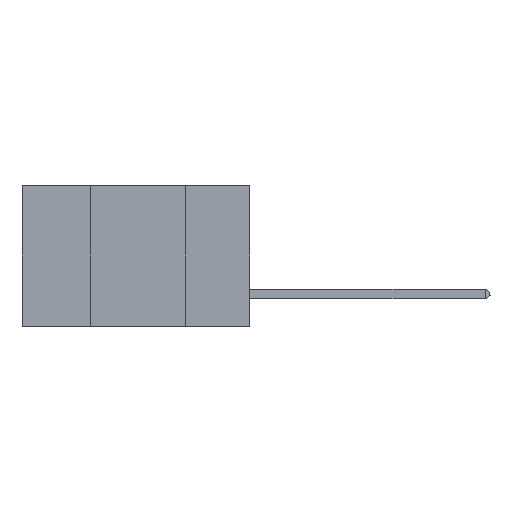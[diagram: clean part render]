
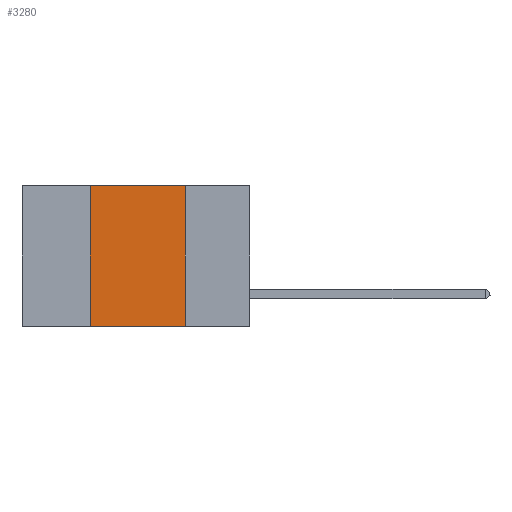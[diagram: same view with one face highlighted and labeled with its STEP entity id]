
A CAD part, left-side view. The second image highlights one B-rep face of the part: STEP entity #3280.
In plain terms, the highlighted planar face has unit normal (-1, 0, 0).
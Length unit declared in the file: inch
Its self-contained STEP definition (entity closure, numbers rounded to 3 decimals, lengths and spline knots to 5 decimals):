
#405 = CARTESIAN_POINT ( 'NONE',  ( 0., 0.42, -0.37 ) ) ;
#1059 = EDGE_CURVE ( 'NONE', #7622, #16235, #13146, .T. ) ;
#1876 = EDGE_CURVE ( 'NONE', #10460, #16235, #19807, .T. ) ;
#3280 = ADVANCED_FACE ( 'NONE', ( #3347 ), #15737, .F. ) ;
#3347 = FACE_OUTER_BOUND ( 'NONE', #18314, .T. ) ;
#3394 = DIRECTION ( 'NONE',  ( 0., 0., -1. ) ) ;
#3609 = ORIENTED_EDGE ( 'NONE', *, *, #11584, .F. ) ;
#4483 = EDGE_CURVE ( 'NONE', #5296, #7622, #13806, .T. ) ;
#4931 = DIRECTION ( 'NONE',  ( 1., 0., 0. ) ) ;
#5296 = VERTEX_POINT ( 'NONE', #9128 ) ;
#5320 = VECTOR ( 'NONE', #12791, 39.37008 ) ;
#5686 = DIRECTION ( 'NONE',  ( 0., 0., -1. ) ) ;
#5826 = DIRECTION ( 'NONE',  ( 0., 0., 1. ) ) ;
#6158 = CARTESIAN_POINT ( 'NONE',  ( 0., 0.17, -0.37 ) ) ;
#6184 = LINE ( 'NONE', #19851, #9885 ) ;
#6197 = CARTESIAN_POINT ( 'NONE',  ( 0., 0.6, 0. ) ) ;
#7622 = VERTEX_POINT ( 'NONE', #17036 ) ;
#7807 = CARTESIAN_POINT ( 'NONE',  ( 0., 0.6, 0. ) ) ;
#7919 = VECTOR ( 'NONE', #5686, 39.37008 ) ;
#8945 = CARTESIAN_POINT ( 'NONE',  ( 0., 0.17, 0. ) ) ;
#9128 = CARTESIAN_POINT ( 'NONE',  ( 0., 0.42, 0. ) ) ;
#9885 = VECTOR ( 'NONE', #5826, 39.37008 ) ;
#10460 = VERTEX_POINT ( 'NONE', #405 ) ;
#10751 = ORIENTED_EDGE ( 'NONE', *, *, #1059, .F. ) ;
#11371 = VECTOR ( 'NONE', #12634, 39.37008 ) ;
#11538 = ORIENTED_EDGE ( 'NONE', *, *, #4483, .F. ) ;
#11584 = EDGE_CURVE ( 'NONE', #10460, #5296, #6184, .T. ) ;
#12481 = CARTESIAN_POINT ( 'NONE',  ( 0., 0.6, -0.37 ) ) ;
#12634 = DIRECTION ( 'NONE',  ( 0., -1., 0. ) ) ;
#12791 = DIRECTION ( 'NONE',  ( 0., -1., 0. ) ) ;
#13146 = LINE ( 'NONE', #8945, #7919 ) ;
#13806 = LINE ( 'NONE', #6197, #5320 ) ;
#15117 = AXIS2_PLACEMENT_3D ( 'NONE', #7807, #4931, #3394 ) ;
#15737 = PLANE ( 'NONE',  #15117 ) ;
#16235 = VERTEX_POINT ( 'NONE', #6158 ) ;
#17036 = CARTESIAN_POINT ( 'NONE',  ( 0., 0.17, 0. ) ) ;
#18314 = EDGE_LOOP ( 'NONE', ( #10751, #11538, #3609, #19393 ) ) ;
#19393 = ORIENTED_EDGE ( 'NONE', *, *, #1876, .T. ) ;
#19807 = LINE ( 'NONE', #12481, #11371 ) ;
#19851 = CARTESIAN_POINT ( 'NONE',  ( 0., 0.42, 0. ) ) ;
